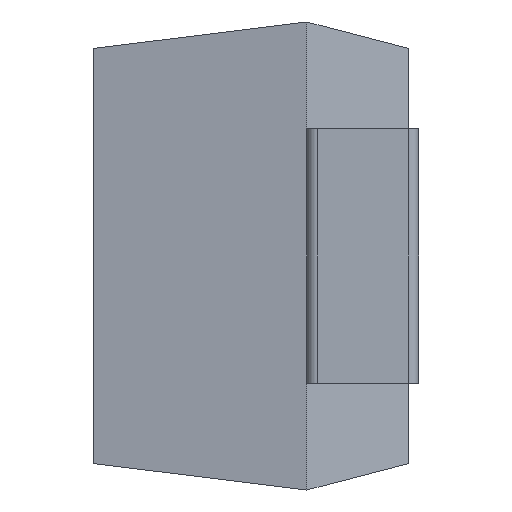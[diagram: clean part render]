
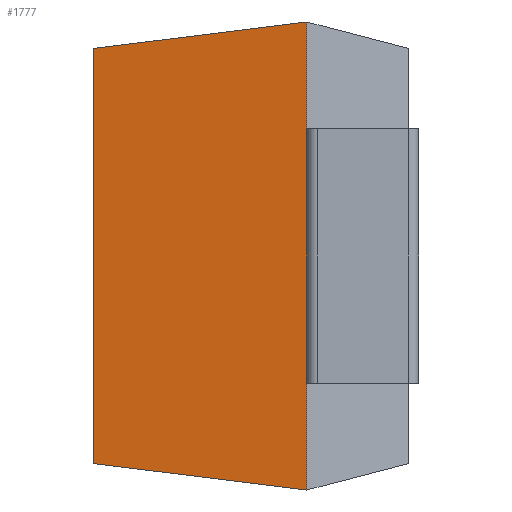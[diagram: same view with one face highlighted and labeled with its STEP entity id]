
A CAD part, left-side view. The second image highlights one B-rep face of the part: STEP entity #1777.
In plain terms, the highlighted planar face has unit normal (-0.992, 0.123, 0).
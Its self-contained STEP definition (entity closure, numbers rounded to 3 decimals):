
#3 = DIRECTION ( 'NONE',  ( -0.122, -0.985, 0.122 ) ) ;
#381 = ORIENTED_EDGE ( 'NONE', *, *, #2169, .T. ) ;
#547 = LINE ( 'NONE', #1339, #1486 ) ;
#815 = FACE_OUTER_BOUND ( 'NONE', #833, .T. ) ;
#833 = EDGE_LOOP ( 'NONE', ( #1369, #2812, #2160, #381 ) ) ;
#839 = EDGE_CURVE ( 'NONE', #1792, #1822, #3634, .T. ) ;
#925 = DIRECTION ( 'NONE',  ( -0.123, -0.992, 0. ) ) ;
#939 = CARTESIAN_POINT ( 'NONE',  ( -0.122, 0.015, -4.6 ) ) ;
#1088 = LINE ( 'NONE', #2725, #3234 ) ;
#1201 = CARTESIAN_POINT ( 'NONE',  ( 0.26, 3.1, -4.6 ) ) ;
#1333 = DIRECTION ( 'NONE',  ( 0., 0., 1. ) ) ;
#1339 = CARTESIAN_POINT ( 'NONE',  ( -0.12, 0.03, -4.72 ) ) ;
#1369 = ORIENTED_EDGE ( 'NONE', *, *, #2107, .F. ) ;
#1404 = EDGE_CURVE ( 'NONE', #1792, #1554, #547, .T. ) ;
#1486 = VECTOR ( 'NONE', #2883, 1000. ) ;
#1554 = VERTEX_POINT ( 'NONE', #2328 ) ;
#1777 = ADVANCED_FACE ( 'NONE', ( #815 ), #2756, .T. ) ;
#1792 = VERTEX_POINT ( 'NONE', #3133 ) ;
#1822 = VERTEX_POINT ( 'NONE', #2200 ) ;
#1833 = VECTOR ( 'NONE', #1333, 1000. ) ;
#2014 = VECTOR ( 'NONE', #3012, 1000. ) ;
#2107 = EDGE_CURVE ( 'NONE', #1822, #2972, #1088, .T. ) ;
#2160 = ORIENTED_EDGE ( 'NONE', *, *, #1404, .T. ) ;
#2169 = EDGE_CURVE ( 'NONE', #1554, #2972, #3609, .T. ) ;
#2200 = CARTESIAN_POINT ( 'NONE',  ( 0.26, 3.1, -0.26 ) ) ;
#2328 = CARTESIAN_POINT ( 'NONE',  ( 0., 1., -4.6 ) ) ;
#2411 = CARTESIAN_POINT ( 'NONE',  ( 0., 1., -4.6 ) ) ;
#2725 = CARTESIAN_POINT ( 'NONE',  ( -0.052, 0.582, 0.052 ) ) ;
#2756 = PLANE ( 'NONE',  #2786 ) ;
#2786 = AXIS2_PLACEMENT_3D ( 'NONE', #939, #3346, #925 ) ;
#2812 = ORIENTED_EDGE ( 'NONE', *, *, #839, .F. ) ;
#2883 = DIRECTION ( 'NONE',  ( -0.122, -0.985, -0.122 ) ) ;
#2972 = VERTEX_POINT ( 'NONE', #3083 ) ;
#3012 = DIRECTION ( 'NONE',  ( 0., 0., 1. ) ) ;
#3083 = CARTESIAN_POINT ( 'NONE',  ( 0., 1., 0. ) ) ;
#3133 = CARTESIAN_POINT ( 'NONE',  ( 0.26, 3.1, -4.34 ) ) ;
#3234 = VECTOR ( 'NONE', #3, 1000. ) ;
#3346 = DIRECTION ( 'NONE',  ( -0.992, 0.123, 0. ) ) ;
#3609 = LINE ( 'NONE', #2411, #2014 ) ;
#3634 = LINE ( 'NONE', #1201, #1833 ) ;
